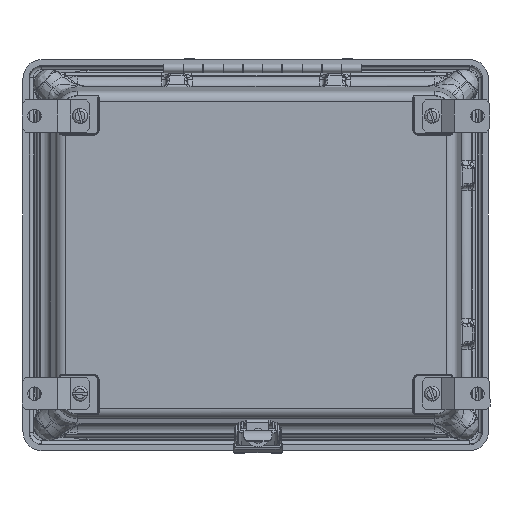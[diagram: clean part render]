
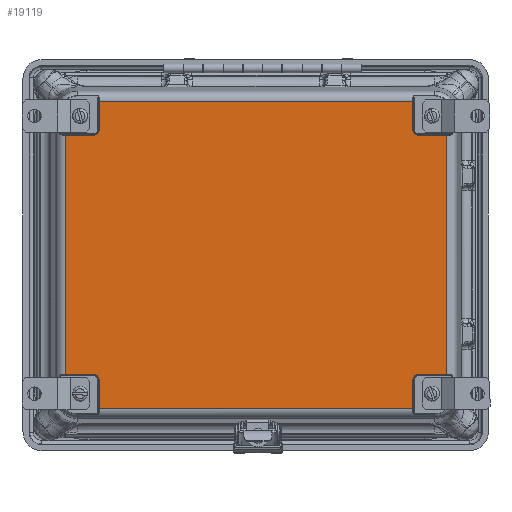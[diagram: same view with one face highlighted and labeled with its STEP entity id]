
A CAD part, front view. The second image highlights one B-rep face of the part: STEP entity #19119.
In plain terms, the highlighted planar face has unit normal (0, -1, 0).
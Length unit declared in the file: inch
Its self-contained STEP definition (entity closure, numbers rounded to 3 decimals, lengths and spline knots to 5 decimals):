
#57 = EDGE_CURVE ( 'NONE', #13589, #67842, #59281, .T. ) ;
#134 = EDGE_CURVE ( 'NONE', #410, #10231, #70491, .T. ) ;
#410 = VERTEX_POINT ( 'NONE', #45038 ) ;
#638 = CARTESIAN_POINT ( 'NONE',  ( -4.82531, -4.12744, -3.02895 ) ) ;
#1303 = VERTEX_POINT ( 'NONE', #29323 ) ;
#1842 = EDGE_CURVE ( 'NONE', #66925, #410, #31787, .T. ) ;
#2471 = EDGE_CURVE ( 'NONE', #66334, #69913, #5065, .T. ) ;
#3213 = DIRECTION ( 'NONE',  ( 0., 0., -1. ) ) ;
#3224 = CARTESIAN_POINT ( 'NONE',  ( -3.96727, -4.12744, 3.88693 ) ) ;
#4081 = LINE ( 'NONE', #69242, #5797 ) ;
#4291 = CARTESIAN_POINT ( 'NONE',  ( 4.1067, -4.12744, -3.16846 ) ) ;
#4495 = CARTESIAN_POINT ( 'NONE',  ( -3.96727, -4.12744, -3.88699 ) ) ;
#5065 = CIRCLE ( 'NONE', #28813, 0.13951 ) ;
#5207 = ORIENTED_EDGE ( 'NONE', *, *, #28310, .T. ) ;
#5631 = CARTESIAN_POINT ( 'NONE',  ( -4.10678, -4.12744, -3.16846 ) ) ;
#5797 = VECTOR ( 'NONE', #31339, 39.37008 ) ;
#6460 = VERTEX_POINT ( 'NONE', #19602 ) ;
#7102 = VECTOR ( 'NONE', #66439, 39.37008 ) ;
#7193 = AXIS2_PLACEMENT_3D ( 'NONE', #5631, #43985, #11163 ) ;
#7489 = ORIENTED_EDGE ( 'NONE', *, *, #9813, .T. ) ;
#7639 = VECTOR ( 'NONE', #21580, 39.37008 ) ;
#7863 = VECTOR ( 'NONE', #71055, 39.37008 ) ;
#9483 = VECTOR ( 'NONE', #30689, 39.37008 ) ;
#9804 = DIRECTION ( 'NONE',  ( 0., 0., -1. ) ) ;
#9813 = EDGE_CURVE ( 'NONE', #44405, #1303, #18101, .T. ) ;
#10231 = VERTEX_POINT ( 'NONE', #59506 ) ;
#10546 = EDGE_CURVE ( 'NONE', #51917, #44405, #40358, .T. ) ;
#10601 = CARTESIAN_POINT ( 'NONE',  ( 3.96719, -4.12744, -3.16846 ) ) ;
#11163 = DIRECTION ( 'NONE',  ( 0., 0., -1. ) ) ;
#12813 = EDGE_CURVE ( 'NONE', #39044, #13589, #18175, .T. ) ;
#13291 = CARTESIAN_POINT ( 'NONE',  ( 4.1067, -4.12744, 3.02889 ) ) ;
#13589 = VERTEX_POINT ( 'NONE', #38634 ) ;
#15747 = DIRECTION ( 'NONE',  ( 0., 0., -1. ) ) ;
#15789 = LINE ( 'NONE', #67125, #43280 ) ;
#17734 = CARTESIAN_POINT ( 'NONE',  ( -4.52236, -4.12744, -3.58404 ) ) ;
#18101 = CIRCLE ( 'NONE', #7193, 0.13951 ) ;
#18175 = LINE ( 'NONE', #64934, #45642 ) ;
#19119 = ADVANCED_FACE ( 'NONE', ( #52862 ), #23718, .T. ) ;
#19602 = CARTESIAN_POINT ( 'NONE',  ( 3.96719, -4.12744, 3.88693 ) ) ;
#20820 = LINE ( 'NONE', #56183, #48302 ) ;
#20911 = EDGE_CURVE ( 'NONE', #42997, #66925, #24108, .T. ) ;
#21580 = DIRECTION ( 'NONE',  ( -1., 0., 0. ) ) ;
#22057 = ORIENTED_EDGE ( 'NONE', *, *, #64614, .T. ) ;
#23616 = CARTESIAN_POINT ( 'NONE',  ( -4.10678, -4.12744, 3.02889 ) ) ;
#23718 = PLANE ( 'NONE',  #60918 ) ;
#24108 = LINE ( 'NONE', #10601, #7863 ) ;
#24915 = DIRECTION ( 'NONE',  ( 1., 0., 0. ) ) ;
#26764 = CARTESIAN_POINT ( 'NONE',  ( -4.82531, -4.12744, 3.02889 ) ) ;
#26910 = EDGE_CURVE ( 'NONE', #49104, #51917, #15789, .T. ) ;
#28310 = EDGE_CURVE ( 'NONE', #52105, #42997, #32011, .T. ) ;
#28813 = AXIS2_PLACEMENT_3D ( 'NONE', #68943, #36048, #3213 ) ;
#29000 = ORIENTED_EDGE ( 'NONE', *, *, #134, .T. ) ;
#29283 = DIRECTION ( 'NONE',  ( 0., 0., -1. ) ) ;
#29323 = CARTESIAN_POINT ( 'NONE',  ( -3.96727, -4.12744, -3.16846 ) ) ;
#30011 = CARTESIAN_POINT ( 'NONE',  ( -4.10678, -4.12744, 3.1684 ) ) ;
#30290 = VECTOR ( 'NONE', #30974, 39.37008 ) ;
#30689 = DIRECTION ( 'NONE',  ( 1., 0., 0. ) ) ;
#30974 = DIRECTION ( 'NONE',  ( 1., 0., 0. ) ) ;
#31339 = DIRECTION ( 'NONE',  ( -1., 0., 0. ) ) ;
#31787 = CIRCLE ( 'NONE', #69685, 0.13951 ) ;
#32011 = LINE ( 'NONE', #36221, #30290 ) ;
#33041 = ORIENTED_EDGE ( 'NONE', *, *, #49646, .T. ) ;
#33379 = CARTESIAN_POINT ( 'NONE',  ( 4.82524, -4.12744, -3.58404 ) ) ;
#35488 = DIRECTION ( 'NONE',  ( 0., 0., -1. ) ) ;
#36048 = DIRECTION ( 'NONE',  ( 0., 1., 0. ) ) ;
#36221 = CARTESIAN_POINT ( 'NONE',  ( -4.52236, -4.12744, -3.88699 ) ) ;
#36754 = CARTESIAN_POINT ( 'NONE',  ( 3.96719, -4.12744, -3.88699 ) ) ;
#38634 = CARTESIAN_POINT ( 'NONE',  ( -3.96727, -4.12744, 3.1684 ) ) ;
#39044 = VERTEX_POINT ( 'NONE', #3224 ) ;
#39089 = ORIENTED_EDGE ( 'NONE', *, *, #55009, .T. ) ;
#39438 = EDGE_LOOP ( 'NONE', ( #5207, #44408, #46177, #29000, #39089, #33041, #57990, #55173, #67813, #42666, #56650, #59291, #66023, #66886, #7489, #22057 ) ) ;
#39649 = VECTOR ( 'NONE', #43156, 39.37008 ) ;
#40221 = EDGE_CURVE ( 'NONE', #67842, #49104, #70501, .T. ) ;
#40358 = LINE ( 'NONE', #58012, #9483 ) ;
#41252 = VECTOR ( 'NONE', #24915, 39.37008 ) ;
#41422 = DIRECTION ( 'NONE',  ( -1., 0., 0. ) ) ;
#42637 = DIRECTION ( 'NONE',  ( 0., 1., 0. ) ) ;
#42666 = ORIENTED_EDGE ( 'NONE', *, *, #12813, .T. ) ;
#42997 = VERTEX_POINT ( 'NONE', #36754 ) ;
#43156 = DIRECTION ( 'NONE',  ( 0., 0., -1. ) ) ;
#43280 = VECTOR ( 'NONE', #50826, 39.37008 ) ;
#43985 = DIRECTION ( 'NONE',  ( 0., 1., 0. ) ) ;
#44405 = VERTEX_POINT ( 'NONE', #46537 ) ;
#44408 = ORIENTED_EDGE ( 'NONE', *, *, #20911, .T. ) ;
#45000 = CARTESIAN_POINT ( 'NONE',  ( 4.82524, -4.12744, 3.02889 ) ) ;
#45038 = CARTESIAN_POINT ( 'NONE',  ( 4.1067, -4.12744, -3.02895 ) ) ;
#45642 = VECTOR ( 'NONE', #15747, 39.37008 ) ;
#46177 = ORIENTED_EDGE ( 'NONE', *, *, #1842, .T. ) ;
#46537 = CARTESIAN_POINT ( 'NONE',  ( -4.10678, -4.12744, -3.02895 ) ) ;
#48302 = VECTOR ( 'NONE', #61701, 39.37008 ) ;
#49104 = VERTEX_POINT ( 'NONE', #26764 ) ;
#49646 = EDGE_CURVE ( 'NONE', #58327, #66334, #69425, .T. ) ;
#50826 = DIRECTION ( 'NONE',  ( 0., 0., -1. ) ) ;
#51917 = VERTEX_POINT ( 'NONE', #638 ) ;
#52105 = VERTEX_POINT ( 'NONE', #4495 ) ;
#52862 = FACE_OUTER_BOUND ( 'NONE', #39438, .T. ) ;
#53948 = AXIS2_PLACEMENT_3D ( 'NONE', #30011, #68379, #35488 ) ;
#54268 = LINE ( 'NONE', #59213, #39649 ) ;
#55009 = EDGE_CURVE ( 'NONE', #10231, #58327, #65421, .T. ) ;
#55173 = ORIENTED_EDGE ( 'NONE', *, *, #68349, .T. ) ;
#55840 = VECTOR ( 'NONE', #41422, 39.37008 ) ;
#56183 = CARTESIAN_POINT ( 'NONE',  ( 3.96719, -4.12744, 3.88693 ) ) ;
#56650 = ORIENTED_EDGE ( 'NONE', *, *, #57, .T. ) ;
#57990 = ORIENTED_EDGE ( 'NONE', *, *, #2471, .T. ) ;
#58012 = CARTESIAN_POINT ( 'NONE',  ( -4.10678, -4.12744, -3.02895 ) ) ;
#58327 = VERTEX_POINT ( 'NONE', #45000 ) ;
#59213 = CARTESIAN_POINT ( 'NONE',  ( -3.96727, -4.12744, -3.88699 ) ) ;
#59281 = CIRCLE ( 'NONE', #53948, 0.13951 ) ;
#59289 = EDGE_CURVE ( 'NONE', #6460, #39044, #4081, .T. ) ;
#59291 = ORIENTED_EDGE ( 'NONE', *, *, #40221, .T. ) ;
#59506 = CARTESIAN_POINT ( 'NONE',  ( 4.82524, -4.12744, -3.02895 ) ) ;
#60918 = AXIS2_PLACEMENT_3D ( 'NONE', #17734, #62123, #29283 ) ;
#61701 = DIRECTION ( 'NONE',  ( 0., 0., 1. ) ) ;
#62123 = DIRECTION ( 'NONE',  ( 0., -1., 0. ) ) ;
#63015 = CARTESIAN_POINT ( 'NONE',  ( -4.82531, -4.12744, 3.02889 ) ) ;
#63782 = CARTESIAN_POINT ( 'NONE',  ( 4.82524, -4.12744, -3.02895 ) ) ;
#64320 = CARTESIAN_POINT ( 'NONE',  ( 4.1067, -4.12744, 3.02889 ) ) ;
#64614 = EDGE_CURVE ( 'NONE', #1303, #52105, #54268, .T. ) ;
#64934 = CARTESIAN_POINT ( 'NONE',  ( -3.96727, -4.12744, 3.1684 ) ) ;
#65421 = LINE ( 'NONE', #33379, #7102 ) ;
#65783 = CARTESIAN_POINT ( 'NONE',  ( 3.96719, -4.12744, -3.16846 ) ) ;
#66023 = ORIENTED_EDGE ( 'NONE', *, *, #26910, .T. ) ;
#66334 = VERTEX_POINT ( 'NONE', #13291 ) ;
#66439 = DIRECTION ( 'NONE',  ( 0., 0., 1. ) ) ;
#66886 = ORIENTED_EDGE ( 'NONE', *, *, #10546, .T. ) ;
#66925 = VERTEX_POINT ( 'NONE', #65783 ) ;
#67125 = CARTESIAN_POINT ( 'NONE',  ( -4.82531, -4.12744, -3.58404 ) ) ;
#67515 = CARTESIAN_POINT ( 'NONE',  ( 3.96719, -4.12744, 3.1684 ) ) ;
#67813 = ORIENTED_EDGE ( 'NONE', *, *, #59289, .T. ) ;
#67842 = VERTEX_POINT ( 'NONE', #23616 ) ;
#68349 = EDGE_CURVE ( 'NONE', #69913, #6460, #20820, .T. ) ;
#68379 = DIRECTION ( 'NONE',  ( 0., 1., 0. ) ) ;
#68943 = CARTESIAN_POINT ( 'NONE',  ( 4.1067, -4.12744, 3.1684 ) ) ;
#69242 = CARTESIAN_POINT ( 'NONE',  ( -4.52236, -4.12744, 3.88693 ) ) ;
#69425 = LINE ( 'NONE', #64320, #7639 ) ;
#69685 = AXIS2_PLACEMENT_3D ( 'NONE', #4291, #42637, #9804 ) ;
#69913 = VERTEX_POINT ( 'NONE', #67515 ) ;
#70491 = LINE ( 'NONE', #63782, #41252 ) ;
#70501 = LINE ( 'NONE', #63015, #55840 ) ;
#71055 = DIRECTION ( 'NONE',  ( 0., 0., 1. ) ) ;
